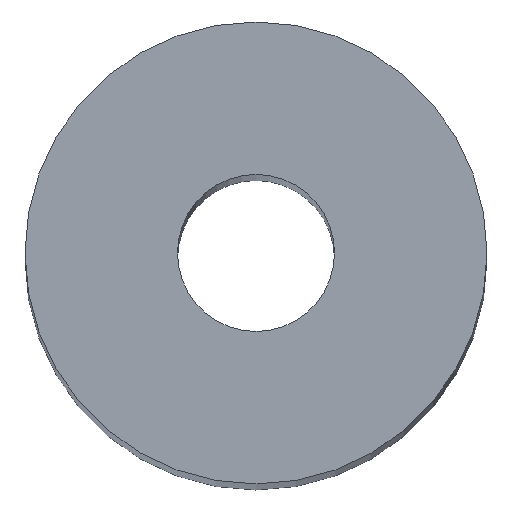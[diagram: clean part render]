
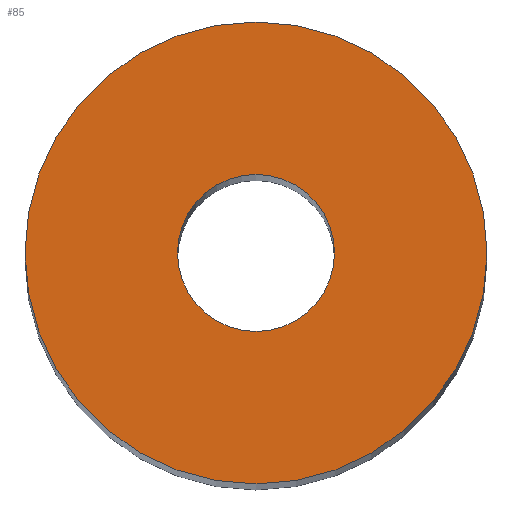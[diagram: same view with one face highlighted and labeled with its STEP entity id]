
A CAD part, top view. The second image highlights one B-rep face of the part: STEP entity #85.
In plain terms, the highlighted planar face has unit normal (0, 0, 1).
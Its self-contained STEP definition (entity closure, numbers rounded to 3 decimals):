
#5 = ORIENTED_EDGE ( 'NONE', *, *, #149, .T. ) ;
#10 = DIRECTION ( 'NONE',  ( 1., 0., 0. ) ) ;
#14 = AXIS2_PLACEMENT_3D ( 'NONE', #167, #114, #10 ) ;
#28 = DIRECTION ( 'NONE',  ( 1., 0., 0. ) ) ;
#30 = EDGE_CURVE ( 'NONE', #232, #306, #39, .T. ) ;
#34 = CARTESIAN_POINT ( 'NONE',  ( 0., 0., 75. ) ) ;
#39 = CIRCLE ( 'NONE', #223, 10. ) ;
#40 = CARTESIAN_POINT ( 'NONE',  ( -3.4, 0., 75. ) ) ;
#50 = ORIENTED_EDGE ( 'NONE', *, *, #30, .T. ) ;
#57 = CIRCLE ( 'NONE', #117, 3.4 ) ;
#62 = PLANE ( 'NONE',  #14 ) ;
#68 = CARTESIAN_POINT ( 'NONE',  ( 3.4, 0., 75. ) ) ;
#72 = AXIS2_PLACEMENT_3D ( 'NONE', #34, #209, #192 ) ;
#81 = ORIENTED_EDGE ( 'NONE', *, *, #247, .F. ) ;
#85 = ADVANCED_FACE ( 'NONE', ( #236, #289 ), #62, .T. ) ;
#88 = DIRECTION ( 'NONE',  ( 0., 0., 1. ) ) ;
#93 = DIRECTION ( 'NONE',  ( 1., 0., 0. ) ) ;
#96 = CIRCLE ( 'NONE', #72, 3.4 ) ;
#104 = ORIENTED_EDGE ( 'NONE', *, *, #107, .F. ) ;
#107 = EDGE_CURVE ( 'NONE', #205, #156, #96, .T. ) ;
#109 = DIRECTION ( 'NONE',  ( 1., 0., 0. ) ) ;
#114 = DIRECTION ( 'NONE',  ( 0., 0., 1. ) ) ;
#117 = AXIS2_PLACEMENT_3D ( 'NONE', #318, #88, #93 ) ;
#128 = EDGE_LOOP ( 'NONE', ( #50, #5 ) ) ;
#133 = CARTESIAN_POINT ( 'NONE',  ( 0., 0., 75. ) ) ;
#149 = EDGE_CURVE ( 'NONE', #306, #232, #296, .T. ) ;
#156 = VERTEX_POINT ( 'NONE', #40 ) ;
#159 = DIRECTION ( 'NONE',  ( 0., 0., 1. ) ) ;
#167 = CARTESIAN_POINT ( 'NONE',  ( 0., 0., 75. ) ) ;
#179 = EDGE_LOOP ( 'NONE', ( #104, #81 ) ) ;
#192 = DIRECTION ( 'NONE',  ( 1., 0., 0. ) ) ;
#205 = VERTEX_POINT ( 'NONE', #68 ) ;
#209 = DIRECTION ( 'NONE',  ( 0., 0., 1. ) ) ;
#223 = AXIS2_PLACEMENT_3D ( 'NONE', #133, #159, #28 ) ;
#232 = VERTEX_POINT ( 'NONE', #292 ) ;
#236 = FACE_BOUND ( 'NONE', #179, .T. ) ;
#238 = CARTESIAN_POINT ( 'NONE',  ( 0., 0., 75. ) ) ;
#247 = EDGE_CURVE ( 'NONE', #156, #205, #57, .T. ) ;
#263 = AXIS2_PLACEMENT_3D ( 'NONE', #238, #291, #109 ) ;
#273 = CARTESIAN_POINT ( 'NONE',  ( 10., 0., 75. ) ) ;
#289 = FACE_OUTER_BOUND ( 'NONE', #128, .T. ) ;
#291 = DIRECTION ( 'NONE',  ( 0., 0., 1. ) ) ;
#292 = CARTESIAN_POINT ( 'NONE',  ( -10., 0., 75. ) ) ;
#296 = CIRCLE ( 'NONE', #263, 10. ) ;
#306 = VERTEX_POINT ( 'NONE', #273 ) ;
#318 = CARTESIAN_POINT ( 'NONE',  ( 0., 0., 75. ) ) ;
